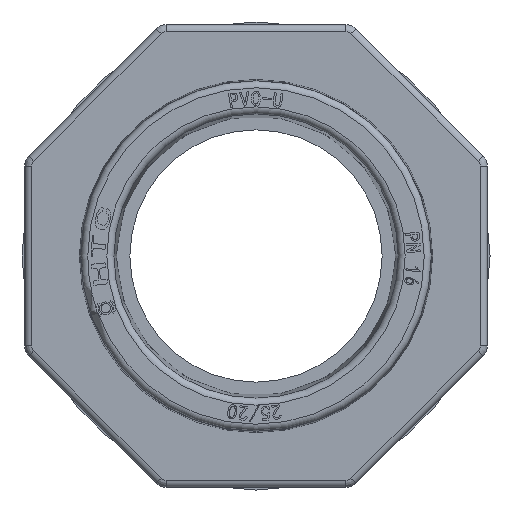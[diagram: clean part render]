
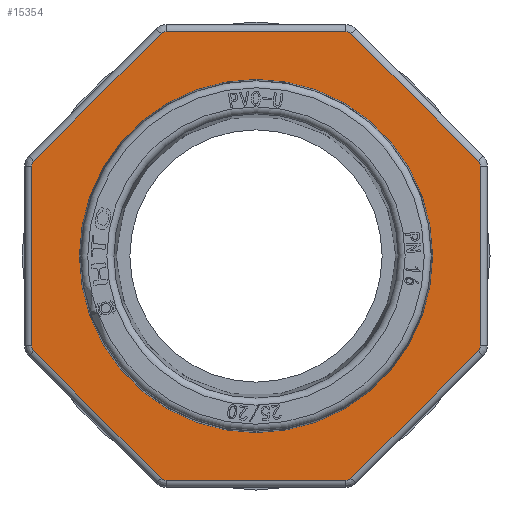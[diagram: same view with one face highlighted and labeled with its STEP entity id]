
A CAD part, front view. The second image highlights one B-rep face of the part: STEP entity #15354.
In plain terms, the highlighted planar face has unit normal (0, -1, 0).
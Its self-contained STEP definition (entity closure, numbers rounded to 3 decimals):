
#87=FACE_BOUND('',#1720,.T.);
#109=PLANE('',#16247);
#878=FACE_OUTER_BOUND('',#1719,.T.);
#1719=EDGE_LOOP('',(#11486,#11487,#11488,#11489,#11490,#11491,#11492,#11493,
#11494,#11495,#11496,#11497,#11498,#11499,#11500,#11501));
#1720=EDGE_LOOP('',(#11502));
#2522=CIRCLE('',#16199,0.5);
#2525=CIRCLE('',#16203,0.5);
#2528=CIRCLE('',#16207,0.5);
#2530=CIRCLE('',#16209,0.5);
#2552=CIRCLE('',#16248,0.5);
#2553=CIRCLE('',#16249,0.5);
#2554=CIRCLE('',#16250,0.5);
#2555=CIRCLE('',#16251,0.5);
#2556=CIRCLE('',#16252,12.6);
#3236=LINE('',#27234,#5305);
#3237=LINE('',#27250,#5306);
#3238=LINE('',#27266,#5307);
#3243=LINE('',#27705,#5312);
#3246=LINE('',#27714,#5315);
#3247=LINE('',#27719,#5316);
#3248=LINE('',#27723,#5317);
#3249=LINE('',#27727,#5318);
#5305=VECTOR('',#17741,1.);
#5306=VECTOR('',#17750,1.);
#5307=VECTOR('',#17759,1.);
#5312=VECTOR('',#17840,1.);
#5315=VECTOR('',#17849,1.);
#5316=VECTOR('',#17854,1.);
#5317=VECTOR('',#17857,1.);
#5318=VECTOR('',#17860,1.);
#7430=VERTEX_POINT('',#27230);
#7431=VERTEX_POINT('',#27232);
#7432=VERTEX_POINT('',#27244);
#7433=VERTEX_POINT('',#27248);
#7434=VERTEX_POINT('',#27260);
#7435=VERTEX_POINT('',#27264);
#7436=VERTEX_POINT('',#27276);
#7437=VERTEX_POINT('',#27288);
#7459=VERTEX_POINT('',#27704);
#7462=VERTEX_POINT('',#27712);
#7463=VERTEX_POINT('',#27716);
#7464=VERTEX_POINT('',#27718);
#7465=VERTEX_POINT('',#27720);
#7466=VERTEX_POINT('',#27722);
#7467=VERTEX_POINT('',#27724);
#7468=VERTEX_POINT('',#27726);
#7469=VERTEX_POINT('',#27729);
#8979=EDGE_CURVE('',#7430,#7431,#3236,.T.);
#8981=EDGE_CURVE('',#7432,#7430,#2522,.T.);
#8983=EDGE_CURVE('',#7433,#7432,#3237,.T.);
#8985=EDGE_CURVE('',#7434,#7433,#2525,.T.);
#8987=EDGE_CURVE('',#7435,#7434,#3238,.T.);
#8989=EDGE_CURVE('',#7436,#7435,#2528,.T.);
#8991=EDGE_CURVE('',#7431,#7437,#2530,.T.);
#9033=EDGE_CURVE('',#7459,#7436,#3243,.T.);
#9038=EDGE_CURVE('',#7437,#7462,#3246,.T.);
#9039=EDGE_CURVE('',#7462,#7463,#2552,.T.);
#9040=EDGE_CURVE('',#7463,#7464,#3247,.T.);
#9041=EDGE_CURVE('',#7464,#7465,#2553,.T.);
#9042=EDGE_CURVE('',#7465,#7466,#3248,.T.);
#9043=EDGE_CURVE('',#7466,#7467,#2554,.T.);
#9044=EDGE_CURVE('',#7467,#7468,#3249,.T.);
#9045=EDGE_CURVE('',#7468,#7459,#2555,.T.);
#9046=EDGE_CURVE('',#7469,#7469,#2556,.T.);
#11486=ORIENTED_EDGE('',*,*,#9038,.T.);
#11487=ORIENTED_EDGE('',*,*,#9039,.T.);
#11488=ORIENTED_EDGE('',*,*,#9040,.T.);
#11489=ORIENTED_EDGE('',*,*,#9041,.T.);
#11490=ORIENTED_EDGE('',*,*,#9042,.T.);
#11491=ORIENTED_EDGE('',*,*,#9043,.T.);
#11492=ORIENTED_EDGE('',*,*,#9044,.T.);
#11493=ORIENTED_EDGE('',*,*,#9045,.T.);
#11494=ORIENTED_EDGE('',*,*,#9033,.T.);
#11495=ORIENTED_EDGE('',*,*,#8989,.T.);
#11496=ORIENTED_EDGE('',*,*,#8987,.T.);
#11497=ORIENTED_EDGE('',*,*,#8985,.T.);
#11498=ORIENTED_EDGE('',*,*,#8983,.T.);
#11499=ORIENTED_EDGE('',*,*,#8981,.T.);
#11500=ORIENTED_EDGE('',*,*,#8979,.T.);
#11501=ORIENTED_EDGE('',*,*,#8991,.T.);
#11502=ORIENTED_EDGE('',*,*,#9046,.F.);
#15354=ADVANCED_FACE('',(#878,#87),#109,.F.);
#16199=AXIS2_PLACEMENT_3D('',#27246,#17744,#17745);
#16203=AXIS2_PLACEMENT_3D('',#27262,#17753,#17754);
#16207=AXIS2_PLACEMENT_3D('',#27278,#17762,#17763);
#16209=AXIS2_PLACEMENT_3D('',#27290,#17766,#17767);
#16247=AXIS2_PLACEMENT_3D('',#27715,#17850,#17851);
#16248=AXIS2_PLACEMENT_3D('',#27717,#17852,#17853);
#16249=AXIS2_PLACEMENT_3D('',#27721,#17855,#17856);
#16250=AXIS2_PLACEMENT_3D('',#27725,#17858,#17859);
#16251=AXIS2_PLACEMENT_3D('',#27728,#17861,#17862);
#16252=AXIS2_PLACEMENT_3D('',#27730,#17863,#17864);
#17741=DIRECTION('',(-0.707,0.,-0.707));
#17744=DIRECTION('center_axis',(0.,-1.,0.));
#17745=DIRECTION('ref_axis',(-1.,0.,0.));
#17750=DIRECTION('',(-1.,0.,0.));
#17753=DIRECTION('center_axis',(0.,-1.,0.));
#17754=DIRECTION('ref_axis',(-1.,0.,0.));
#17759=DIRECTION('',(-0.707,0.,0.707));
#17762=DIRECTION('center_axis',(0.,-1.,0.));
#17763=DIRECTION('ref_axis',(-1.,0.,0.));
#17766=DIRECTION('center_axis',(0.,-1.,0.));
#17767=DIRECTION('ref_axis',(-1.,0.,0.));
#17840=DIRECTION('',(0.,0.,1.));
#17849=DIRECTION('',(0.,0.,-1.));
#17850=DIRECTION('center_axis',(0.,1.,0.));
#17851=DIRECTION('ref_axis',(-1.,0.,0.));
#17852=DIRECTION('center_axis',(0.,-1.,0.));
#17853=DIRECTION('ref_axis',(-1.,0.,0.));
#17854=DIRECTION('',(0.707,0.,-0.707));
#17855=DIRECTION('center_axis',(0.,-1.,0.));
#17856=DIRECTION('ref_axis',(-1.,0.,0.));
#17857=DIRECTION('',(1.,0.,0.));
#17858=DIRECTION('center_axis',(0.,-1.,0.));
#17859=DIRECTION('ref_axis',(-1.,0.,0.));
#17860=DIRECTION('',(0.707,0.,0.707));
#17861=DIRECTION('center_axis',(0.,-1.,0.));
#17862=DIRECTION('ref_axis',(-1.,0.,0.));
#17863=DIRECTION('center_axis',(0.,-1.,0.));
#17864=DIRECTION('ref_axis',(-1.,0.,0.));
#27230=CARTESIAN_POINT('',(-6.774,-20.5,15.854));
#27232=CARTESIAN_POINT('',(-15.854,-20.5,6.774));
#27234=CARTESIAN_POINT('',(-16.,-20.5,6.627));
#27244=CARTESIAN_POINT('',(-6.42,-20.5,16.));
#27246=CARTESIAN_POINT('Origin',(-6.42,-20.5,15.5));
#27248=CARTESIAN_POINT('',(6.42,-20.5,16.));
#27250=CARTESIAN_POINT('',(-6.627,-20.5,16.));
#27260=CARTESIAN_POINT('',(6.774,-20.5,15.854));
#27262=CARTESIAN_POINT('Origin',(6.42,-20.5,15.5));
#27264=CARTESIAN_POINT('',(15.854,-20.5,6.774));
#27266=CARTESIAN_POINT('',(6.627,-20.5,16.));
#27276=CARTESIAN_POINT('',(16.,-20.5,6.42));
#27278=CARTESIAN_POINT('Origin',(15.5,-20.5,6.42));
#27288=CARTESIAN_POINT('',(-16.,-20.5,6.42));
#27290=CARTESIAN_POINT('Origin',(-15.5,-20.5,6.42));
#27704=CARTESIAN_POINT('',(16.,-20.5,-6.42));
#27705=CARTESIAN_POINT('',(16.,-20.5,-43.5));
#27712=CARTESIAN_POINT('',(-16.,-20.5,-6.42));
#27714=CARTESIAN_POINT('',(-16.,-20.5,-6.627));
#27715=CARTESIAN_POINT('Origin',(0.,-20.5,-43.5));
#27716=CARTESIAN_POINT('',(-15.854,-20.5,-6.774));
#27717=CARTESIAN_POINT('Origin',(-15.5,-20.5,-6.42));
#27718=CARTESIAN_POINT('',(-6.774,-20.5,-15.854));
#27719=CARTESIAN_POINT('',(10.436,-20.5,-33.064));
#27720=CARTESIAN_POINT('',(-6.42,-20.5,-16.));
#27721=CARTESIAN_POINT('Origin',(-6.42,-20.5,-15.5));
#27722=CARTESIAN_POINT('',(6.42,-20.5,-16.));
#27723=CARTESIAN_POINT('',(0.,-20.5,-16.));
#27724=CARTESIAN_POINT('',(6.774,-20.5,-15.854));
#27725=CARTESIAN_POINT('Origin',(6.42,-20.5,-15.5));
#27726=CARTESIAN_POINT('',(15.854,-20.5,-6.774));
#27727=CARTESIAN_POINT('',(-10.436,-20.5,-33.064));
#27728=CARTESIAN_POINT('Origin',(15.5,-20.5,-6.42));
#27729=CARTESIAN_POINT('',(12.6,-20.5,0.));
#27730=CARTESIAN_POINT('Origin',(0.,-20.5,0.));
